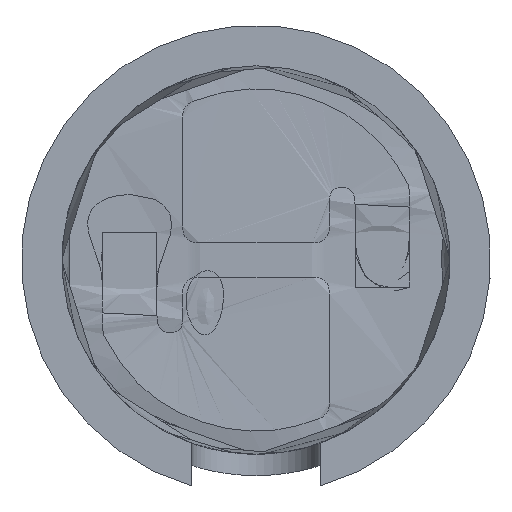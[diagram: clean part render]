
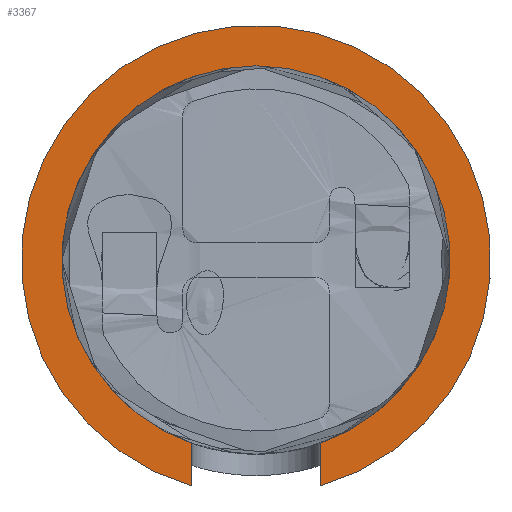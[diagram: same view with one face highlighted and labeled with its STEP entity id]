
A CAD part, front view. The second image highlights one B-rep face of the part: STEP entity #3367.
In plain terms, the highlighted planar face has unit normal (0, -1, 0).
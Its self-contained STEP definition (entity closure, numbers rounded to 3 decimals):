
#121 = VERTEX_POINT ( 'NONE', #3278 ) ;
#149 = AXIS2_PLACEMENT_3D ( 'NONE', #2479, #6321, #3372 ) ;
#561 = AXIS2_PLACEMENT_3D ( 'NONE', #5430, #683, #2049 ) ;
#576 = EDGE_CURVE ( 'NONE', #4986, #6204, #5550, .T. ) ;
#683 = DIRECTION ( 'NONE',  ( 0., -1., 0. ) ) ;
#1039 = CARTESIAN_POINT ( 'NONE',  ( -0.75, 11.8, -2.148 ) ) ;
#1099 = ORIENTED_EDGE ( 'NONE', *, *, #2359, .F. ) ;
#1162 = CARTESIAN_POINT ( 'NONE',  ( 0., 11.8, 0. ) ) ;
#1282 = VECTOR ( 'NONE', #3776, 1000. ) ;
#1319 = ORIENTED_EDGE ( 'NONE', *, *, #3532, .T. ) ;
#1357 = ORIENTED_EDGE ( 'NONE', *, *, #6101, .F. ) ;
#1447 = VERTEX_POINT ( 'NONE', #3250 ) ;
#1675 = AXIS2_PLACEMENT_3D ( 'NONE', #3636, #5009, #5589 ) ;
#1679 = CIRCLE ( 'NONE', #561, 2.275 ) ;
#2049 = DIRECTION ( 'NONE',  ( 0., 0., -1. ) ) ;
#2131 = EDGE_LOOP ( 'NONE', ( #5297, #3981, #1319, #1357, #1099 ) ) ;
#2172 = DIRECTION ( 'NONE',  ( 0., 0., -1. ) ) ;
#2173 = EDGE_CURVE ( 'NONE', #4986, #1447, #3710, .T. ) ;
#2306 = CARTESIAN_POINT ( 'NONE',  ( -0.75, 11.8, -2.646 ) ) ;
#2317 = CARTESIAN_POINT ( 'NONE',  ( 0.75, 11.8, -2.646 ) ) ;
#2359 = EDGE_CURVE ( 'NONE', #1447, #121, #1679, .T. ) ;
#2479 = CARTESIAN_POINT ( 'NONE',  ( 2.275, 11.8, 0. ) ) ;
#2664 = CARTESIAN_POINT ( 'NONE',  ( 0.75, 11.8, -2.75 ) ) ;
#3218 = AXIS2_PLACEMENT_3D ( 'NONE', #1162, #5108, #2172 ) ;
#3250 = CARTESIAN_POINT ( 'NONE',  ( 0.75, 11.8, -2.148 ) ) ;
#3278 = CARTESIAN_POINT ( 'NONE',  ( 0., 11.8, 2.275 ) ) ;
#3367 = ADVANCED_FACE ( 'NONE', ( #4453 ), #5801, .T. ) ;
#3372 = DIRECTION ( 'NONE',  ( 0., 0., -1. ) ) ;
#3532 = EDGE_CURVE ( 'NONE', #6204, #3671, #3872, .T. ) ;
#3636 = CARTESIAN_POINT ( 'NONE',  ( 0., 11.8, 0. ) ) ;
#3671 = VERTEX_POINT ( 'NONE', #1039 ) ;
#3710 = LINE ( 'NONE', #2664, #1282 ) ;
#3776 = DIRECTION ( 'NONE',  ( 0., 0., 1. ) ) ;
#3872 = LINE ( 'NONE', #4289, #4436 ) ;
#3981 = ORIENTED_EDGE ( 'NONE', *, *, #576, .T. ) ;
#4289 = CARTESIAN_POINT ( 'NONE',  ( -0.75, 11.8, -2.75 ) ) ;
#4436 = VECTOR ( 'NONE', #6276, 1000. ) ;
#4453 = FACE_OUTER_BOUND ( 'NONE', #2131, .T. ) ;
#4986 = VERTEX_POINT ( 'NONE', #2317 ) ;
#5009 = DIRECTION ( 'NONE',  ( 0., -1., 0. ) ) ;
#5108 = DIRECTION ( 'NONE',  ( 0., -1., 0. ) ) ;
#5263 = CIRCLE ( 'NONE', #3218, 2.275 ) ;
#5297 = ORIENTED_EDGE ( 'NONE', *, *, #2173, .F. ) ;
#5430 = CARTESIAN_POINT ( 'NONE',  ( 0., 11.8, 0. ) ) ;
#5550 = CIRCLE ( 'NONE', #1675, 2.75 ) ;
#5589 = DIRECTION ( 'NONE',  ( 0., 0., -1. ) ) ;
#5801 = PLANE ( 'NONE',  #149 ) ;
#6101 = EDGE_CURVE ( 'NONE', #121, #3671, #5263, .T. ) ;
#6204 = VERTEX_POINT ( 'NONE', #2306 ) ;
#6276 = DIRECTION ( 'NONE',  ( 0., 0., 1. ) ) ;
#6321 = DIRECTION ( 'NONE',  ( 0., -1., 0. ) ) ;
